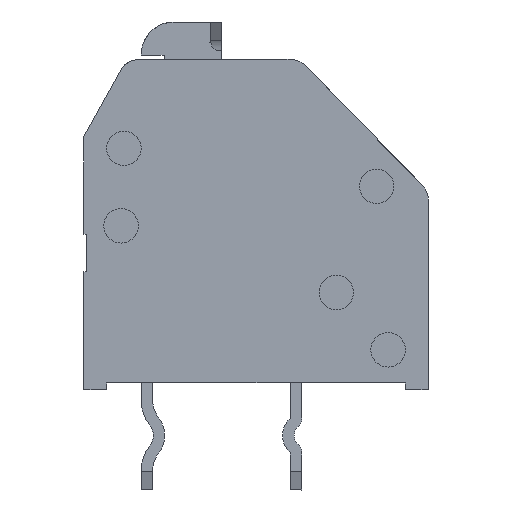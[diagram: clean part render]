
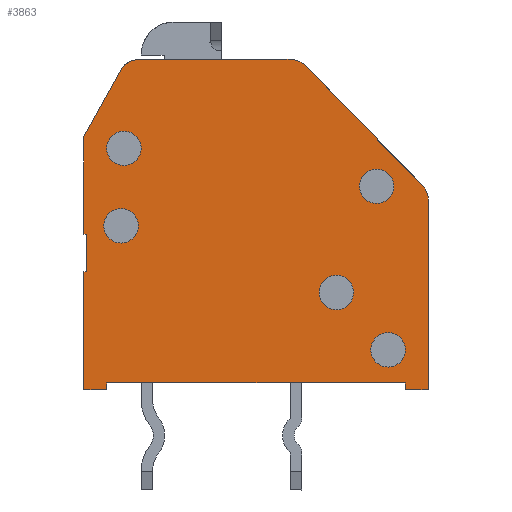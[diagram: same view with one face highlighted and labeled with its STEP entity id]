
A CAD part, left-side view. The second image highlights one B-rep face of the part: STEP entity #3863.
In plain terms, the highlighted face is planar.
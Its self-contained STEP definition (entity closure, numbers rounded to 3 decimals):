
#253=CIRCLE('',#4239,0.6);
#254=CIRCLE('',#4240,0.6);
#255=CIRCLE('',#4241,0.75);
#256=CIRCLE('',#4242,0.75);
#257=CIRCLE('',#4243,0.75);
#258=CIRCLE('',#4244,0.6);
#259=CIRCLE('',#4245,0.6);
#260=CIRCLE('',#4246,0.6);
#1199=ORIENTED_EDGE('',*,*,#1817,.T.);
#1200=ORIENTED_EDGE('',*,*,#1818,.T.);
#1201=ORIENTED_EDGE('',*,*,#1819,.T.);
#1202=ORIENTED_EDGE('',*,*,#1820,.T.);
#1203=ORIENTED_EDGE('',*,*,#1811,.T.);
#1204=ORIENTED_EDGE('',*,*,#1821,.T.);
#1205=ORIENTED_EDGE('',*,*,#1822,.T.);
#1206=ORIENTED_EDGE('',*,*,#1823,.T.);
#1207=ORIENTED_EDGE('',*,*,#1824,.T.);
#1208=ORIENTED_EDGE('',*,*,#1825,.T.);
#1209=ORIENTED_EDGE('',*,*,#1826,.T.);
#1210=ORIENTED_EDGE('',*,*,#1827,.T.);
#1211=ORIENTED_EDGE('',*,*,#1828,.T.);
#1212=ORIENTED_EDGE('',*,*,#1829,.T.);
#1213=ORIENTED_EDGE('',*,*,#1830,.T.);
#1214=ORIENTED_EDGE('',*,*,#1831,.T.);
#1215=ORIENTED_EDGE('',*,*,#1832,.T.);
#1216=ORIENTED_EDGE('',*,*,#1833,.T.);
#1217=ORIENTED_EDGE('',*,*,#1834,.T.);
#1218=ORIENTED_EDGE('',*,*,#1835,.T.);
#1219=ORIENTED_EDGE('',*,*,#1836,.T.);
#1220=ORIENTED_EDGE('',*,*,#1837,.T.);
#1811=EDGE_CURVE('',#2199,#2200,#2587,.T.);
#1817=EDGE_CURVE('',#2203,#2203,#253,.T.);
#1818=EDGE_CURVE('',#2204,#2204,#254,.T.);
#1819=EDGE_CURVE('',#2205,#2206,#2593,.T.);
#1820=EDGE_CURVE('',#2206,#2199,#255,.T.);
#1821=EDGE_CURVE('',#2200,#2207,#256,.T.);
#1822=EDGE_CURVE('',#2207,#2208,#2594,.T.);
#1823=EDGE_CURVE('',#2208,#2209,#2595,.T.);
#1824=EDGE_CURVE('',#2209,#2210,#2596,.T.);
#1825=EDGE_CURVE('',#2210,#2211,#2597,.T.);
#1826=EDGE_CURVE('',#2211,#2212,#2598,.T.);
#1827=EDGE_CURVE('',#2212,#2213,#2599,.T.);
#1828=EDGE_CURVE('',#2213,#2214,#2600,.T.);
#1829=EDGE_CURVE('',#2214,#2215,#2601,.T.);
#1830=EDGE_CURVE('',#2215,#2216,#2602,.T.);
#1831=EDGE_CURVE('',#2216,#2217,#2603,.T.);
#1832=EDGE_CURVE('',#2217,#2218,#2604,.T.);
#1833=EDGE_CURVE('',#2218,#2219,#2605,.T.);
#1834=EDGE_CURVE('',#2219,#2205,#257,.T.);
#1835=EDGE_CURVE('',#2220,#2220,#258,.T.);
#1836=EDGE_CURVE('',#2221,#2221,#259,.T.);
#1837=EDGE_CURVE('',#2222,#2222,#260,.T.);
#2199=VERTEX_POINT('',#6502);
#2200=VERTEX_POINT('',#6503);
#2203=VERTEX_POINT('',#6513);
#2204=VERTEX_POINT('',#6515);
#2205=VERTEX_POINT('',#6517);
#2206=VERTEX_POINT('',#6518);
#2207=VERTEX_POINT('',#6521);
#2208=VERTEX_POINT('',#6523);
#2209=VERTEX_POINT('',#6525);
#2210=VERTEX_POINT('',#6527);
#2211=VERTEX_POINT('',#6529);
#2212=VERTEX_POINT('',#6531);
#2213=VERTEX_POINT('',#6533);
#2214=VERTEX_POINT('',#6535);
#2215=VERTEX_POINT('',#6537);
#2216=VERTEX_POINT('',#6539);
#2217=VERTEX_POINT('',#6541);
#2218=VERTEX_POINT('',#6543);
#2219=VERTEX_POINT('',#6545);
#2220=VERTEX_POINT('',#6548);
#2221=VERTEX_POINT('',#6550);
#2222=VERTEX_POINT('',#6552);
#2587=LINE('',#6501,#2992);
#2593=LINE('',#6516,#2998);
#2594=LINE('',#6522,#2999);
#2595=LINE('',#6524,#3000);
#2596=LINE('',#6526,#3001);
#2597=LINE('',#6528,#3002);
#2598=LINE('',#6530,#3003);
#2599=LINE('',#6532,#3004);
#2600=LINE('',#6534,#3005);
#2601=LINE('',#6536,#3006);
#2602=LINE('',#6538,#3007);
#2603=LINE('',#6540,#3008);
#2604=LINE('',#6542,#3009);
#2605=LINE('',#6544,#3010);
#2992=VECTOR('',#5200,1000.);
#2998=VECTOR('',#5212,1000.);
#2999=VECTOR('',#5217,1000.);
#3000=VECTOR('',#5218,1000.);
#3001=VECTOR('',#5219,1000.);
#3002=VECTOR('',#5220,1000.);
#3003=VECTOR('',#5221,1000.);
#3004=VECTOR('',#5222,1000.);
#3005=VECTOR('',#5223,1000.);
#3006=VECTOR('',#5224,1000.);
#3007=VECTOR('',#5225,1000.);
#3008=VECTOR('',#5226,1000.);
#3009=VECTOR('',#5227,1000.);
#3010=VECTOR('',#5228,1000.);
#3246=EDGE_LOOP('',(#1199));
#3247=EDGE_LOOP('',(#1200));
#3248=EDGE_LOOP('',(#1201,#1202,#1203,#1204,#1205,#1206,#1207,#1208,#1209,
#1210,#1211,#1212,#1213,#1214,#1215,#1216,#1217));
#3249=EDGE_LOOP('',(#1218));
#3250=EDGE_LOOP('',(#1219));
#3251=EDGE_LOOP('',(#1220));
#3494=FACE_BOUND('',#3246,.T.);
#3495=FACE_BOUND('',#3247,.T.);
#3496=FACE_BOUND('',#3248,.T.);
#3497=FACE_BOUND('',#3249,.T.);
#3498=FACE_BOUND('',#3250,.T.);
#3499=FACE_BOUND('',#3251,.T.);
#3662=PLANE('',#4238);
#3863=ADVANCED_FACE('',(#3494,#3495,#3496,#3497,#3498,#3499),#3662,.T.);
#4238=AXIS2_PLACEMENT_3D('',#6511,#5206,#5207);
#4239=AXIS2_PLACEMENT_3D('',#6512,#5208,#5209);
#4240=AXIS2_PLACEMENT_3D('',#6514,#5210,#5211);
#4241=AXIS2_PLACEMENT_3D('',#6519,#5213,#5214);
#4242=AXIS2_PLACEMENT_3D('',#6520,#5215,#5216);
#4243=AXIS2_PLACEMENT_3D('',#6546,#5229,#5230);
#4244=AXIS2_PLACEMENT_3D('',#6547,#5231,#5232);
#4245=AXIS2_PLACEMENT_3D('',#6549,#5233,#5234);
#4246=AXIS2_PLACEMENT_3D('',#6551,#5235,#5236);
#5200=DIRECTION('',(0.,-1.,0.));
#5206=DIRECTION('',(1.,0.,0.));
#5207=DIRECTION('',(0.,0.,-1.));
#5208=DIRECTION('',(-1.,0.,0.));
#5209=DIRECTION('',(0.,1.,0.));
#5210=DIRECTION('',(-1.,0.,0.));
#5211=DIRECTION('',(0.,1.,0.));
#5212=DIRECTION('',(0.,-0.699,0.715));
#5213=DIRECTION('',(1.,0.,0.));
#5214=DIRECTION('',(0.,0.,-1.));
#5215=DIRECTION('',(1.,0.,0.));
#5216=DIRECTION('',(0.,0.,-1.));
#5217=DIRECTION('',(0.,-0.486,-0.874));
#5218=DIRECTION('',(0.,0.,-1.));
#5219=DIRECTION('',(0.,1.,0.));
#5220=DIRECTION('',(0.,0.,-1.));
#5221=DIRECTION('',(0.,-1.,0.));
#5222=DIRECTION('',(0.,0.,-1.));
#5223=DIRECTION('',(0.,1.,0.));
#5224=DIRECTION('',(0.,0.,1.));
#5225=DIRECTION('',(0.,1.,0.));
#5226=DIRECTION('',(0.,0.,-1.));
#5227=DIRECTION('',(0.,1.,0.));
#5228=DIRECTION('',(0.,0.,1.));
#5229=DIRECTION('',(1.,0.,0.));
#5230=DIRECTION('',(0.,0.,-1.));
#5231=DIRECTION('',(-1.,0.,0.));
#5232=DIRECTION('',(0.,1.,0.));
#5233=DIRECTION('',(-1.,0.,0.));
#5234=DIRECTION('',(0.,1.,0.));
#5235=DIRECTION('',(-1.,0.,0.));
#5236=DIRECTION('',(0.,1.,0.));
#6501=CARTESIAN_POINT('',(0.75,1.5,6.75));
#6502=CARTESIAN_POINT('',(0.75,1.185,6.75));
#6503=CARTESIAN_POINT('',(0.75,-4.059,6.75));
#6511=CARTESIAN_POINT('',(0.75,0.,0.));
#6512=CARTESIAN_POINT('',(0.75,4.2,2.33));
#6513=CARTESIAN_POINT('',(0.75,4.8,2.33));
#6514=CARTESIAN_POINT('',(0.75,-4.7,0.95));
#6515=CARTESIAN_POINT('',(0.75,-4.1,0.95));
#6516=CARTESIAN_POINT('',(0.75,6.,2.15));
#6517=CARTESIAN_POINT('',(0.75,5.786,2.369));
#6518=CARTESIAN_POINT('',(0.75,1.721,6.524));
#6519=CARTESIAN_POINT('',(0.75,1.185,6.));
#6520=CARTESIAN_POINT('',(0.75,-4.059,6.));
#6521=CARTESIAN_POINT('',(0.75,-4.714,6.364));
#6522=CARTESIAN_POINT('',(0.75,-4.5,6.75));
#6523=CARTESIAN_POINT('',(0.75,-6.,4.05));
#6524=CARTESIAN_POINT('',(0.75,-6.,4.05));
#6525=CARTESIAN_POINT('',(0.75,-6.,0.65));
#6526=CARTESIAN_POINT('',(0.75,-6.,0.65));
#6527=CARTESIAN_POINT('',(0.75,-5.9,0.65));
#6528=CARTESIAN_POINT('',(0.75,-5.9,0.65));
#6529=CARTESIAN_POINT('',(0.75,-5.9,-0.65));
#6530=CARTESIAN_POINT('',(0.75,-5.9,-0.65));
#6531=CARTESIAN_POINT('',(0.75,-6.,-0.65));
#6532=CARTESIAN_POINT('',(0.75,-6.,-0.65));
#6533=CARTESIAN_POINT('',(0.75,-6.,-4.75));
#6534=CARTESIAN_POINT('',(0.75,-6.,-4.75));
#6535=CARTESIAN_POINT('',(0.75,-5.2,-4.75));
#6536=CARTESIAN_POINT('',(0.75,-5.2,-4.75));
#6537=CARTESIAN_POINT('',(0.75,-5.2,-4.52));
#6538=CARTESIAN_POINT('',(0.75,-5.2,-4.52));
#6539=CARTESIAN_POINT('',(0.75,5.2,-4.52));
#6540=CARTESIAN_POINT('',(0.75,5.2,-4.52));
#6541=CARTESIAN_POINT('',(0.75,5.2,-4.75));
#6542=CARTESIAN_POINT('',(0.75,5.2,-4.75));
#6543=CARTESIAN_POINT('',(0.75,6.,-4.75));
#6544=CARTESIAN_POINT('',(0.75,6.,-4.75));
#6545=CARTESIAN_POINT('',(0.75,6.,1.844));
#6546=CARTESIAN_POINT('',(0.75,5.25,1.844));
#6547=CARTESIAN_POINT('',(0.75,-4.6,3.65));
#6548=CARTESIAN_POINT('',(0.75,-4.,3.65));
#6549=CARTESIAN_POINT('',(0.75,2.8,-1.37));
#6550=CARTESIAN_POINT('',(0.75,3.4,-1.37));
#6551=CARTESIAN_POINT('',(0.75,4.6,-3.37));
#6552=CARTESIAN_POINT('',(0.75,5.2,-3.37));
